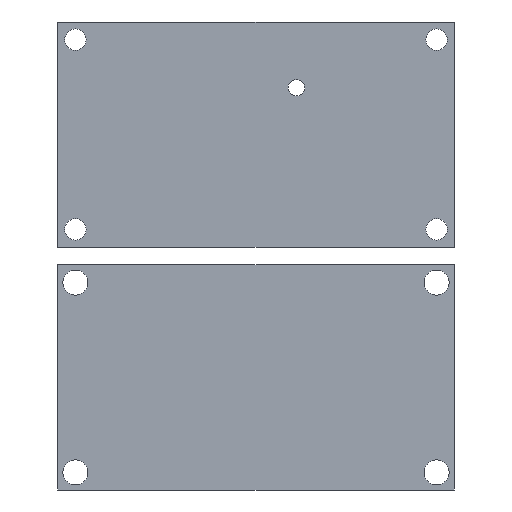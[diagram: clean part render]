
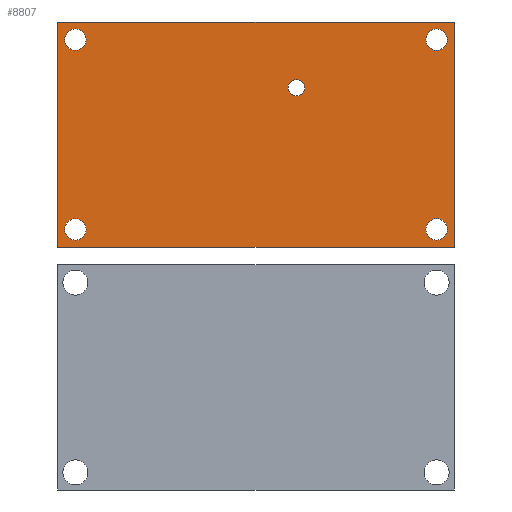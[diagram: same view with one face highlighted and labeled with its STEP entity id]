
A CAD part, front view. The second image highlights one B-rep face of the part: STEP entity #8807.
In plain terms, the highlighted planar face has unit normal (0, -1, 0).
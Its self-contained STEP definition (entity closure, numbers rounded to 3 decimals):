
#830=FACE_BOUND('',#1446,.T.);
#831=FACE_BOUND('',#1447,.T.);
#832=FACE_BOUND('',#1448,.T.);
#833=FACE_BOUND('',#1449,.T.);
#834=FACE_BOUND('',#1450,.T.);
#889=CIRCLE('',#9314,1.5);
#895=CIRCLE('',#9325,1.5);
#897=CIRCLE('',#9328,1.5);
#899=CIRCLE('',#9331,1.5);
#903=CIRCLE('',#9340,1.15);
#940=FACE_OUTER_BOUND('',#1445,.T.);
#1445=EDGE_LOOP('',(#5974,#5975,#5976,#5977));
#1446=EDGE_LOOP('',(#5978));
#1447=EDGE_LOOP('',(#5979));
#1448=EDGE_LOOP('',(#5980));
#1449=EDGE_LOOP('',(#5981));
#1450=EDGE_LOOP('',(#5982));
#1968=LINE('',#10908,#2771);
#1971=LINE('',#10921,#2774);
#2004=LINE('',#11022,#2807);
#2006=LINE('',#11025,#2809);
#2771=VECTOR('',#9566,10.);
#2774=VECTOR('',#9579,10.);
#2807=VECTOR('',#9684,10.);
#2809=VECTOR('',#9688,10.);
#3574=VERTEX_POINT('',#10905);
#3575=VERTEX_POINT('',#10907);
#3579=VERTEX_POINT('',#10919);
#3580=VERTEX_POINT('',#10920);
#3600=VERTEX_POINT('',#10979);
#3608=VERTEX_POINT('',#11006);
#3610=VERTEX_POINT('',#11012);
#3612=VERTEX_POINT('',#11018);
#3616=VERTEX_POINT('',#11037);
#4482=EDGE_CURVE('',#3575,#3574,#1968,.T.);
#4488=EDGE_CURVE('',#3579,#3580,#1971,.T.);
#4518=EDGE_CURVE('',#3600,#3600,#889,.T.);
#4532=EDGE_CURVE('',#3608,#3608,#895,.T.);
#4535=EDGE_CURVE('',#3610,#3610,#897,.T.);
#4538=EDGE_CURVE('',#3612,#3612,#899,.T.);
#4539=EDGE_CURVE('',#3574,#3579,#2004,.T.);
#4541=EDGE_CURVE('',#3580,#3575,#2006,.T.);
#4548=EDGE_CURVE('',#3616,#3616,#903,.T.);
#5974=ORIENTED_EDGE('',*,*,#4482,.T.);
#5975=ORIENTED_EDGE('',*,*,#4539,.T.);
#5976=ORIENTED_EDGE('',*,*,#4488,.T.);
#5977=ORIENTED_EDGE('',*,*,#4541,.T.);
#5978=ORIENTED_EDGE('',*,*,#4518,.F.);
#5979=ORIENTED_EDGE('',*,*,#4532,.F.);
#5980=ORIENTED_EDGE('',*,*,#4535,.F.);
#5981=ORIENTED_EDGE('',*,*,#4538,.F.);
#5982=ORIENTED_EDGE('',*,*,#4548,.F.);
#8578=PLANE('',#9343);
#8807=ADVANCED_FACE('',(#940,#830,#831,#832,#833,#834),#8578,.F.);
#9314=AXIS2_PLACEMENT_3D('',#10981,#9636,#9637);
#9325=AXIS2_PLACEMENT_3D('',#11008,#9666,#9667);
#9328=AXIS2_PLACEMENT_3D('',#11014,#9673,#9674);
#9331=AXIS2_PLACEMENT_3D('',#11020,#9680,#9681);
#9340=AXIS2_PLACEMENT_3D('',#11039,#9704,#9705);
#9343=AXIS2_PLACEMENT_3D('',#11042,#9710,#9711);
#9566=DIRECTION('',(0.,0.,1.));
#9579=DIRECTION('',(0.,0.,-1.));
#9636=DIRECTION('center_axis',(0.,-1.,0.));
#9637=DIRECTION('ref_axis',(1.,0.,0.));
#9666=DIRECTION('center_axis',(0.,-1.,0.));
#9667=DIRECTION('ref_axis',(1.,0.,0.));
#9673=DIRECTION('center_axis',(0.,-1.,0.));
#9674=DIRECTION('ref_axis',(1.,0.,0.));
#9680=DIRECTION('center_axis',(0.,-1.,0.));
#9681=DIRECTION('ref_axis',(1.,0.,0.));
#9684=DIRECTION('',(-1.,0.,0.));
#9688=DIRECTION('',(1.,0.,0.));
#9704=DIRECTION('center_axis',(0.,-1.,0.));
#9705=DIRECTION('ref_axis',(1.,0.,0.));
#9710=DIRECTION('center_axis',(0.,1.,0.));
#9711=DIRECTION('ref_axis',(1.,0.,0.));
#10905=CARTESIAN_POINT('',(27.75,0.,15.75));
#10907=CARTESIAN_POINT('',(27.75,0.,-15.75));
#10908=CARTESIAN_POINT('',(27.75,0.,-15.75));
#10919=CARTESIAN_POINT('',(-27.75,0.,15.75));
#10920=CARTESIAN_POINT('',(-27.75,0.,-15.75));
#10921=CARTESIAN_POINT('',(-27.75,0.,15.75));
#10979=CARTESIAN_POINT('',(23.775,0.,-13.275));
#10981=CARTESIAN_POINT('Origin',(25.275,0.,-13.275));
#11006=CARTESIAN_POINT('',(23.775,0.,13.275));
#11008=CARTESIAN_POINT('Origin',(25.275,0.,13.275));
#11012=CARTESIAN_POINT('',(-26.775,0.,13.275));
#11014=CARTESIAN_POINT('Origin',(-25.275,0.,13.275));
#11018=CARTESIAN_POINT('',(-26.775,0.,-13.275));
#11020=CARTESIAN_POINT('Origin',(-25.275,0.,-13.275));
#11022=CARTESIAN_POINT('',(27.75,0.,15.75));
#11025=CARTESIAN_POINT('',(-27.75,0.,-15.75));
#11037=CARTESIAN_POINT('',(4.5,0.,6.55));
#11039=CARTESIAN_POINT('Origin',(5.65,0.,6.55));
#11042=CARTESIAN_POINT('Origin',(0.,0.,0.));
